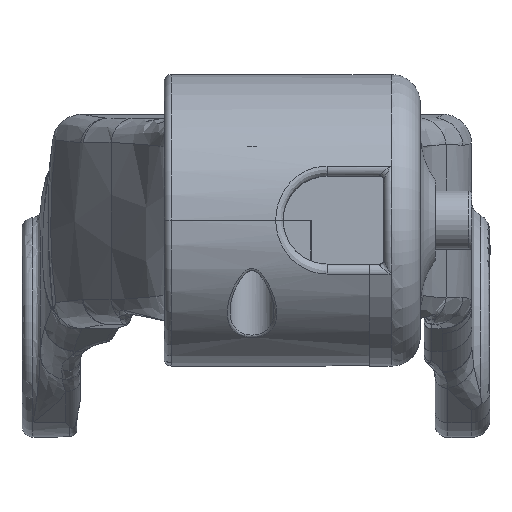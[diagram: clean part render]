
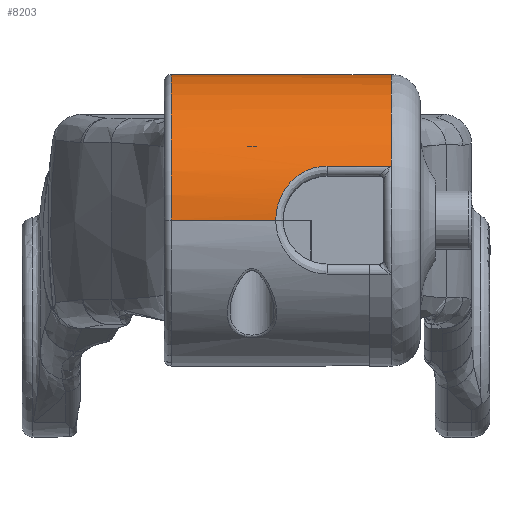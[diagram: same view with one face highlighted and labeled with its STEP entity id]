
A CAD part, top view. The second image highlights one B-rep face of the part: STEP entity #8203.
In plain terms, the highlighted cylindrical face has radius 19.916 mm (diameter 39.832 mm), a partial arc.
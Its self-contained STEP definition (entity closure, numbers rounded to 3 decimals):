
#619=B_SPLINE_CURVE_WITH_KNOTS('',3,(#28528,#28529,#28530,#28531,#28532,
#28533),.UNSPECIFIED.,.F.,.F.,(4,1,1,4),(-4.438,-4.121,
-3.804,-3.329),.UNSPECIFIED.);
#636=B_SPLINE_CURVE_WITH_KNOTS('',3,(#30424,#30425,#30426,#30427,#30428),
 .UNSPECIFIED.,.F.,.F.,(4,1,4),(0.,0.194,0.34),
 .UNSPECIFIED.);
#1180=FACE_OUTER_BOUND('',#1689,.T.);
#1689=EDGE_LOOP('',(#6688,#6689,#6690,#6691,#6692,#6693,#6694));
#2141=LINE('',#28432,#2514);
#2171=LINE('',#30423,#2544);
#2172=LINE('',#30429,#2545);
#2514=VECTOR('',#10341,10.);
#2544=VECTOR('',#10465,10.);
#2545=VECTOR('',#10466,10.);
#2867=CIRCLE('',#8868,19.916);
#2896=CIRCLE('',#8924,19.916);
#3571=VERTEX_POINT('',#28367);
#3572=VERTEX_POINT('',#28376);
#3587=VERTEX_POINT('',#28431);
#3589=VERTEX_POINT('',#28521);
#3627=VERTEX_POINT('',#30410);
#3628=VERTEX_POINT('',#30418);
#3629=VERTEX_POINT('',#30422);
#4623=EDGE_CURVE('',#3571,#3572,#2867,.T.);
#4641=EDGE_CURVE('',#3572,#3587,#2141,.T.);
#4646=EDGE_CURVE('',#3587,#3589,#619,.T.);
#4713=EDGE_CURVE('',#3628,#3627,#2896,.T.);
#4714=EDGE_CURVE('',#3629,#3571,#2171,.T.);
#4715=EDGE_CURVE('',#3627,#3629,#636,.T.);
#4716=EDGE_CURVE('',#3628,#3589,#2172,.T.);
#6688=ORIENTED_EDGE('',*,*,#4714,.F.);
#6689=ORIENTED_EDGE('',*,*,#4715,.F.);
#6690=ORIENTED_EDGE('',*,*,#4713,.F.);
#6691=ORIENTED_EDGE('',*,*,#4716,.T.);
#6692=ORIENTED_EDGE('',*,*,#4646,.F.);
#6693=ORIENTED_EDGE('',*,*,#4641,.F.);
#6694=ORIENTED_EDGE('',*,*,#4623,.F.);
#7863=CYLINDRICAL_SURFACE('',#8925,19.916);
#8203=ADVANCED_FACE('',(#1180),#7863,.T.);
#8868=AXIS2_PLACEMENT_3D('',#28377,#10311,#10312);
#8924=AXIS2_PLACEMENT_3D('',#30420,#10461,#10462);
#8925=AXIS2_PLACEMENT_3D('',#30421,#10463,#10464);
#10311=DIRECTION('center_axis',(1.,0.,0.));
#10312=DIRECTION('ref_axis',(0.,0.,
1.));
#10341=DIRECTION('',(-1.,0.,0.));
#10461=DIRECTION('center_axis',(-1.,0.,0.));
#10462=DIRECTION('ref_axis',(0.,0.965,0.262));
#10463=DIRECTION('center_axis',(1.,0.,0.));
#10464=DIRECTION('ref_axis',(0.,1.,0.));
#10465=DIRECTION('',(1.,0.,0.));
#10466=DIRECTION('',(1.,0.,0.));
#28367=CARTESIAN_POINT('',(49.4,14.362,-13.798));
#28376=CARTESIAN_POINT('',(49.4,7.37,18.502));
#28377=CARTESIAN_POINT('Origin',(49.4,0.,0.));
#28431=CARTESIAN_POINT('',(40.65,7.37,18.502));
#28432=CARTESIAN_POINT('',(18.4,7.37,18.502));
#28521=CARTESIAN_POINT('',(33.65,0.,19.916));
#28528=CARTESIAN_POINT('Ctrl Pts',(40.65,7.37,18.502));
#28529=CARTESIAN_POINT('Ctrl Pts',(39.593,7.37,18.502));
#28530=CARTESIAN_POINT('Ctrl Pts',(37.49,6.848,18.717));
#28531=CARTESIAN_POINT('Ctrl Pts',(34.587,4.413,19.519));
#28532=CARTESIAN_POINT('Ctrl Pts',(33.65,1.669,19.916));
#28533=CARTESIAN_POINT('Ctrl Pts',(33.65,0.,19.916));
#30410=CARTESIAN_POINT('',(19.4,13.409,-14.725));
#30418=CARTESIAN_POINT('',(19.4,0.,19.916));
#30420=CARTESIAN_POINT('Origin',(19.4,0.,0.));
#30421=CARTESIAN_POINT('Origin',(18.4,0.,0.));
#30422=CARTESIAN_POINT('',(22.4,14.362,-13.798));
#30423=CARTESIAN_POINT('',(18.4,14.362,-13.798));
#30424=CARTESIAN_POINT('Ctrl Pts',(19.4,13.409,-14.725));
#30425=CARTESIAN_POINT('Ctrl Pts',(19.854,13.734,-14.43));
#30426=CARTESIAN_POINT('Ctrl Pts',(20.786,14.198,-13.971));
#30427=CARTESIAN_POINT('Ctrl Pts',(21.915,14.362,-13.798));
#30428=CARTESIAN_POINT('Ctrl Pts',(22.4,14.362,-13.798));
#30429=CARTESIAN_POINT('',(18.4,0.,19.916));
